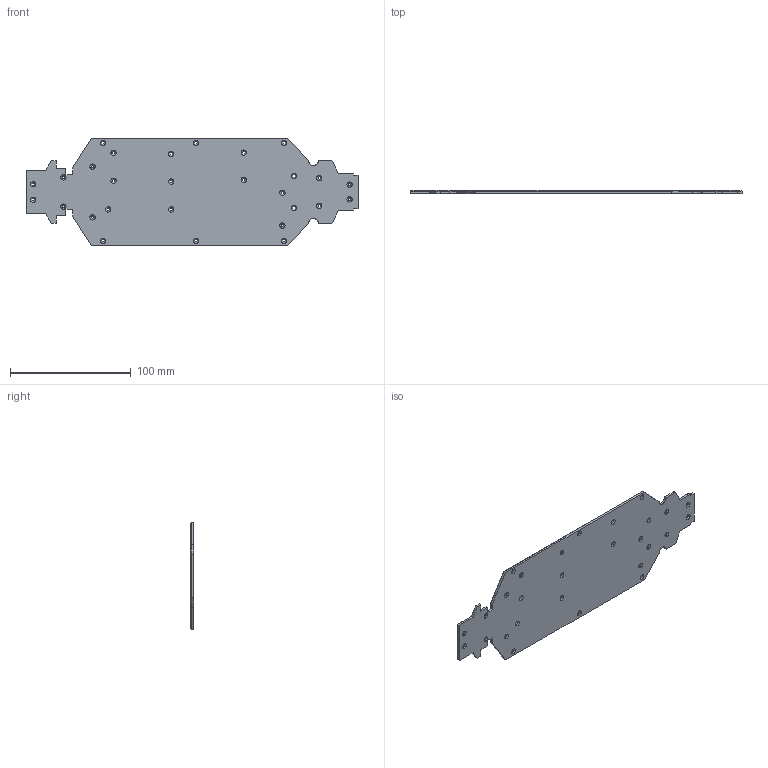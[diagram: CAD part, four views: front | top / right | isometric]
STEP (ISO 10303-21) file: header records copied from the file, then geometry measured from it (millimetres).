
FILE_DESCRIPTION(/* description */ (''),/* implementation_level */ '2;1');
FILE_NAME(/* name */ 'Plaque infrieur v11.step',/* time_stamp */ '2024-01-07T17:15:31+01:00',/* author */ (''),/* organization */ (''),/* preprocessor_version */ 'ST-DEVELOPER v20',/* originating_system */ 'Autodesk Translation Framework v12.14.0.127',/* authorisation */ '');
FILE_SCHEMA (('AUTOMOTIVE_DESIGN { 1 0 10303 214 3 1 1 }'));
Length unit declared in the file: millimetre
Products named in the file (1): Plaque inférieur
Bounding box: 274.5 x 2.5 x 88.6 mm (x, y, z)
Volume: 48701.9 mm3; surface area: 41164.6 mm2
Topology: 1 solids, 1 shells, 130 faces, 320 edges, 192 vertices
Faces by surface type: plane 70, cone 30, cylinder 30
Full cylindrical faces by diameter (mm): 2.4 x28
Entity records: 3911 total; most frequent: DIRECTION 668, CARTESIAN_POINT 655, ORIENTED_EDGE 640, EDGE_CURVE 320, LINE 226, VECTOR 226, AXIS2_PLACEMENT_3D 221, VERTEX_POINT 192
